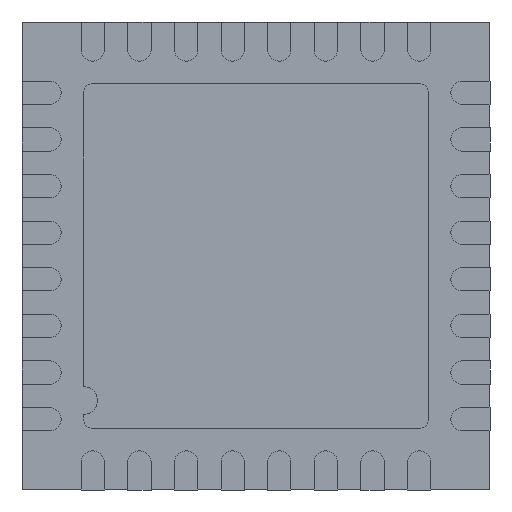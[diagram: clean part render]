
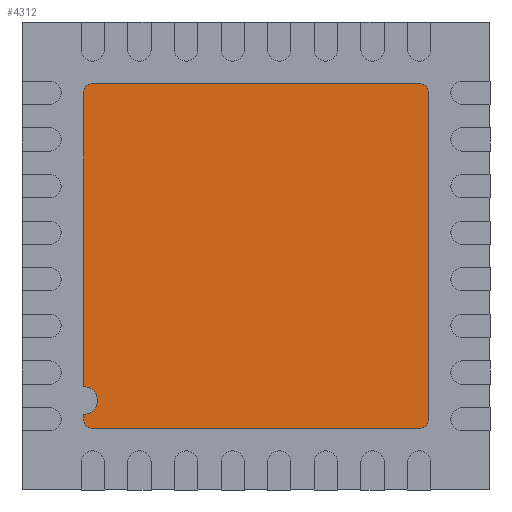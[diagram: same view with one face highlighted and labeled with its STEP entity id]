
A CAD part, front view. The second image highlights one B-rep face of the part: STEP entity #4312.
In plain terms, the highlighted planar face has unit normal (0, -1, 0).
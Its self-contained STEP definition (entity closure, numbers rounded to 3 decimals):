
#14 = CARTESIAN_POINT ( 'NONE',  ( -1.75, 0., -1.75 ) ) ;
#16 = ORIENTED_EDGE ( 'NONE', *, *, #5362, .T. ) ;
#25 = CARTESIAN_POINT ( 'NONE',  ( -1.75, 0., 1.75 ) ) ;
#181 = AXIS2_PLACEMENT_3D ( 'NONE', #3727, #5913, #282 ) ;
#223 = ORIENTED_EDGE ( 'NONE', *, *, #1159, .T. ) ;
#282 = DIRECTION ( 'NONE',  ( 0., 0., 1. ) ) ;
#424 = ORIENTED_EDGE ( 'NONE', *, *, #3546, .T. ) ;
#525 = CARTESIAN_POINT ( 'NONE',  ( 1.85, 0., 1.75 ) ) ;
#681 = EDGE_LOOP ( 'NONE', ( #3609, #424, #3530, #223, #16, #1466, #2548, #5030, #2027, #4813 ) ) ;
#712 = VECTOR ( 'NONE', #1270, 1000. ) ;
#1042 = VERTEX_POINT ( 'NONE', #3474 ) ;
#1080 = CARTESIAN_POINT ( 'NONE',  ( -1.75, 0., 1.85 ) ) ;
#1127 = AXIS2_PLACEMENT_3D ( 'NONE', #1366, #1422, #1981 ) ;
#1159 = EDGE_CURVE ( 'NONE', #4215, #2044, #2400, .T. ) ;
#1169 = VERTEX_POINT ( 'NONE', #5757 ) ;
#1234 = AXIS2_PLACEMENT_3D ( 'NONE', #6369, #5242, #4175 ) ;
#1270 = DIRECTION ( 'NONE',  ( 0., 0., -1. ) ) ;
#1283 = VECTOR ( 'NONE', #4263, 1000. ) ;
#1366 = CARTESIAN_POINT ( 'NONE',  ( -1.85, 0., -1.55 ) ) ;
#1376 = VERTEX_POINT ( 'NONE', #5345 ) ;
#1422 = DIRECTION ( 'NONE',  ( 0., 1., 0. ) ) ;
#1466 = ORIENTED_EDGE ( 'NONE', *, *, #5163, .T. ) ;
#1502 = CIRCLE ( 'NONE', #2152, 0.1 ) ;
#1680 = EDGE_CURVE ( 'NONE', #1042, #1376, #4681, .T. ) ;
#1719 = CIRCLE ( 'NONE', #181, 0.1 ) ;
#1778 = VERTEX_POINT ( 'NONE', #2875 ) ;
#1886 = CARTESIAN_POINT ( 'NONE',  ( -1.85, 0., -1.7 ) ) ;
#1949 = AXIS2_PLACEMENT_3D ( 'NONE', #25, #4048, #2963 ) ;
#1981 = DIRECTION ( 'NONE',  ( 0., 0., 1. ) ) ;
#1982 = CIRCLE ( 'NONE', #1127, 0.15 ) ;
#2027 = ORIENTED_EDGE ( 'NONE', *, *, #3800, .T. ) ;
#2044 = VERTEX_POINT ( 'NONE', #6483 ) ;
#2152 = AXIS2_PLACEMENT_3D ( 'NONE', #2952, #2361, #5149 ) ;
#2233 = CARTESIAN_POINT ( 'NONE',  ( 1.75, 0., 1.85 ) ) ;
#2361 = DIRECTION ( 'NONE',  ( 0., -1., 0. ) ) ;
#2400 = LINE ( 'NONE', #525, #3027 ) ;
#2453 = VERTEX_POINT ( 'NONE', #2233 ) ;
#2548 = ORIENTED_EDGE ( 'NONE', *, *, #5938, .F. ) ;
#2683 = VERTEX_POINT ( 'NONE', #7019 ) ;
#2812 = LINE ( 'NONE', #5953, #1283 ) ;
#2875 = CARTESIAN_POINT ( 'NONE',  ( -1.75, 0., 1.85 ) ) ;
#2952 = CARTESIAN_POINT ( 'NONE',  ( 1.75, 0., 1.75 ) ) ;
#2963 = DIRECTION ( 'NONE',  ( 0., 0., 1. ) ) ;
#3027 = VECTOR ( 'NONE', #6780, 1000. ) ;
#3474 = CARTESIAN_POINT ( 'NONE',  ( -1.75, 0., -1.85 ) ) ;
#3526 = PLANE ( 'NONE',  #1234 ) ;
#3530 = ORIENTED_EDGE ( 'NONE', *, *, #4421, .F. ) ;
#3546 = EDGE_CURVE ( 'NONE', #1042, #2683, #2812, .T. ) ;
#3609 = ORIENTED_EDGE ( 'NONE', *, *, #1680, .F. ) ;
#3727 = CARTESIAN_POINT ( 'NONE',  ( 1.75, 0., -1.75 ) ) ;
#3800 = EDGE_CURVE ( 'NONE', #6863, #1169, #1982, .T. ) ;
#4048 = DIRECTION ( 'NONE',  ( 0., 1., 0. ) ) ;
#4175 = DIRECTION ( 'NONE',  ( 0., 0., -1. ) ) ;
#4215 = VERTEX_POINT ( 'NONE', #5095 ) ;
#4263 = DIRECTION ( 'NONE',  ( 1., 0., 0. ) ) ;
#4312 = ADVANCED_FACE ( 'NONE', ( #6773 ), #3526, .T. ) ;
#4350 = EDGE_CURVE ( 'NONE', #5823, #6863, #5690, .T. ) ;
#4391 = LINE ( 'NONE', #1080, #5537 ) ;
#4392 = VECTOR ( 'NONE', #5336, 1000. ) ;
#4421 = EDGE_CURVE ( 'NONE', #4215, #2683, #1719, .T. ) ;
#4652 = CARTESIAN_POINT ( 'NONE',  ( -1.85, 0., 1.75 ) ) ;
#4681 = CIRCLE ( 'NONE', #7353, 0.1 ) ;
#4813 = ORIENTED_EDGE ( 'NONE', *, *, #6719, .T. ) ;
#5030 = ORIENTED_EDGE ( 'NONE', *, *, #4350, .T. ) ;
#5078 = DIRECTION ( 'NONE',  ( 0., 0., 1. ) ) ;
#5095 = CARTESIAN_POINT ( 'NONE',  ( 1.85, 0., -1.75 ) ) ;
#5131 = DIRECTION ( 'NONE',  ( 0., 1., 0. ) ) ;
#5149 = DIRECTION ( 'NONE',  ( 0., 0., 1. ) ) ;
#5163 = EDGE_CURVE ( 'NONE', #2453, #1778, #4391, .T. ) ;
#5242 = DIRECTION ( 'NONE',  ( 0., -1., 0. ) ) ;
#5336 = DIRECTION ( 'NONE',  ( 0., 0., -1. ) ) ;
#5345 = CARTESIAN_POINT ( 'NONE',  ( -1.85, 0., -1.75 ) ) ;
#5362 = EDGE_CURVE ( 'NONE', #2044, #2453, #1502, .T. ) ;
#5393 = CARTESIAN_POINT ( 'NONE',  ( -1.85, 0., -1.4 ) ) ;
#5537 = VECTOR ( 'NONE', #6099, 1000. ) ;
#5690 = LINE ( 'NONE', #4652, #712 ) ;
#5757 = CARTESIAN_POINT ( 'NONE',  ( -1.85, 0., -1.7 ) ) ;
#5823 = VERTEX_POINT ( 'NONE', #6740 ) ;
#5913 = DIRECTION ( 'NONE',  ( 0., 1., 0. ) ) ;
#5938 = EDGE_CURVE ( 'NONE', #5823, #1778, #7264, .T. ) ;
#5953 = CARTESIAN_POINT ( 'NONE',  ( -1.75, 0., -1.85 ) ) ;
#6099 = DIRECTION ( 'NONE',  ( -1., 0., 0. ) ) ;
#6262 = LINE ( 'NONE', #1886, #4392 ) ;
#6369 = CARTESIAN_POINT ( 'NONE',  ( 1.75, 0., -1.75 ) ) ;
#6483 = CARTESIAN_POINT ( 'NONE',  ( 1.85, 0., 1.75 ) ) ;
#6719 = EDGE_CURVE ( 'NONE', #1169, #1376, #6262, .T. ) ;
#6740 = CARTESIAN_POINT ( 'NONE',  ( -1.85, 0., 1.75 ) ) ;
#6773 = FACE_OUTER_BOUND ( 'NONE', #681, .T. ) ;
#6780 = DIRECTION ( 'NONE',  ( 0., 0., 1. ) ) ;
#6863 = VERTEX_POINT ( 'NONE', #5393 ) ;
#7019 = CARTESIAN_POINT ( 'NONE',  ( 1.75, 0., -1.85 ) ) ;
#7264 = CIRCLE ( 'NONE', #1949, 0.1 ) ;
#7353 = AXIS2_PLACEMENT_3D ( 'NONE', #14, #5131, #5078 ) ;
